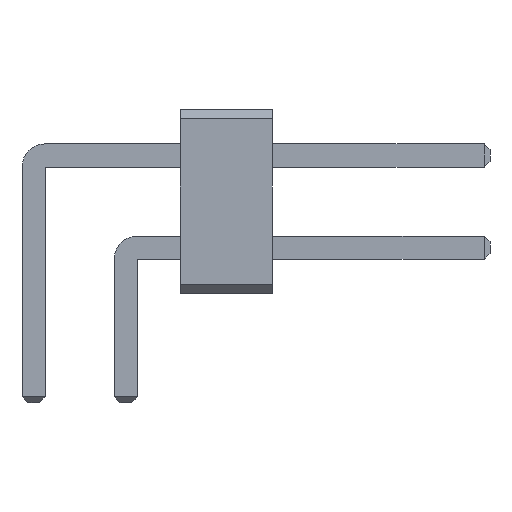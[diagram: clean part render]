
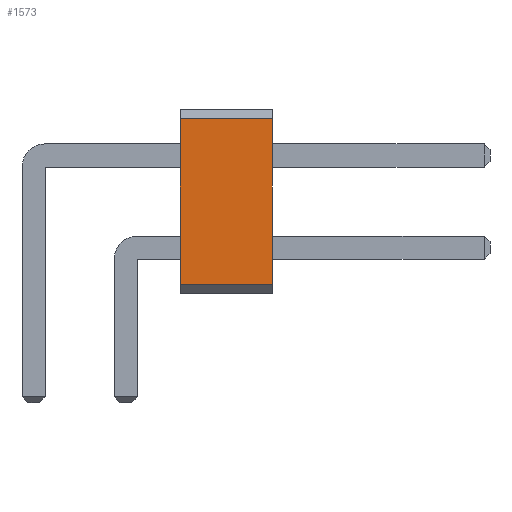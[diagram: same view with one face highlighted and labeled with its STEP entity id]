
A CAD part, front view. The second image highlights one B-rep face of the part: STEP entity #1573.
In plain terms, the highlighted planar face has unit normal (0, -1, 0).
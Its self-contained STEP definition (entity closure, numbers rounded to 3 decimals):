
#13=DIRECTION('',(0.,0.,1.));
#27=VECTOR('',#28,1.);
#28=DIRECTION('',(1.,0.,0.));
#57=DIRECTION('',(0.,-1.,0.));
#1560=VERTEX_POINT('',#1561);
#1561=CARTESIAN_POINT('',(6.58,-67.31,0.254));
#1564=EDGE_CURVE('',#1565,#1560,#1567,.T.);
#1565=VERTEX_POINT('',#1566);
#1566=CARTESIAN_POINT('',(4.04,-67.31,0.254));
#1567=LINE('',#1566,#27);
#1573=ADVANCED_FACE('',(#1574),#1591,.T.);
#1574=FACE_BOUND('',#1575,.T.);
#1575=EDGE_LOOP('',(#1576,#1577,#1583,#1588));
#1576=ORIENTED_EDGE('',*,*,#1564,.T.);
#1577=ORIENTED_EDGE('',*,*,#1578,.T.);
#1578=EDGE_CURVE('',#1560,#1579,#1581,.T.);
#1579=VERTEX_POINT('',#1580);
#1580=CARTESIAN_POINT('',(6.58,-67.31,4.826));
#1581=LINE('',#1561,#1582);
#1582=VECTOR('',#13,1.);
#1583=ORIENTED_EDGE('',*,*,#1584,.F.);
#1584=EDGE_CURVE('',#1585,#1579,#1587,.T.);
#1585=VERTEX_POINT('',#1586);
#1586=CARTESIAN_POINT('',(4.04,-67.31,4.826));
#1587=LINE('',#1586,#27);
#1588=ORIENTED_EDGE('',*,*,#1589,.F.);
#1589=EDGE_CURVE('',#1565,#1585,#1590,.T.);
#1590=LINE('',#1566,#1582);
#1591=PLANE('',#1592);
#1592=AXIS2_PLACEMENT_3D('',#1566,#57,#13);
